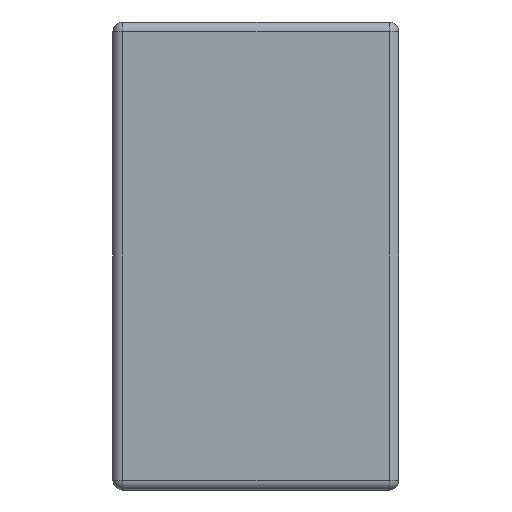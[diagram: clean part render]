
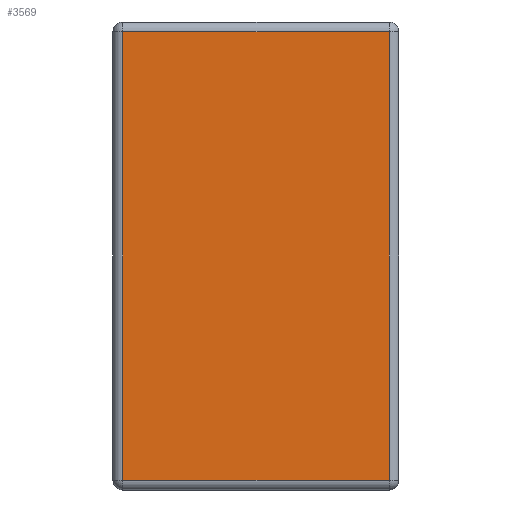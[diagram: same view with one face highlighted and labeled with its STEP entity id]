
A CAD part, left-side view. The second image highlights one B-rep face of the part: STEP entity #3569.
In plain terms, the highlighted planar face has unit normal (-1, 0, 0).
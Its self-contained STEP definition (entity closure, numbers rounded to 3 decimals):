
#147 = CARTESIAN_POINT ( 'NONE',  ( 0., 0.037, 0. ) ) ;
#387 = CARTESIAN_POINT ( 'NONE',  ( 0., 1.063, -1.763 ) ) ;
#390 = VECTOR ( 'NONE', #2321, 1000. ) ;
#458 = EDGE_CURVE ( 'NONE', #3655, #4293, #3289, .T. ) ;
#470 = CARTESIAN_POINT ( 'NONE',  ( 0., 1.1, -0.037 ) ) ;
#491 = VERTEX_POINT ( 'NONE', #387 ) ;
#500 = ORIENTED_EDGE ( 'NONE', *, *, #458, .T. ) ;
#554 = ORIENTED_EDGE ( 'NONE', *, *, #1701, .T. ) ;
#617 = CARTESIAN_POINT ( 'NONE',  ( 0., 0.037, -1.763 ) ) ;
#860 = DIRECTION ( 'NONE',  ( 0., 0., -1. ) ) ;
#1048 = VECTOR ( 'NONE', #860, 1000. ) ;
#1182 = DIRECTION ( 'NONE',  ( 0., 1., 0. ) ) ;
#1233 = EDGE_CURVE ( 'NONE', #4293, #1501, #3194, .T. ) ;
#1360 = LINE ( 'NONE', #3320, #1048 ) ;
#1423 = LINE ( 'NONE', #2672, #390 ) ;
#1483 = FACE_OUTER_BOUND ( 'NONE', #4532, .T. ) ;
#1501 = VERTEX_POINT ( 'NONE', #3088 ) ;
#1638 = DIRECTION ( 'NONE',  ( -1., 0., 0. ) ) ;
#1701 = EDGE_CURVE ( 'NONE', #491, #3655, #1423, .T. ) ;
#1778 = VECTOR ( 'NONE', #1182, 1000. ) ;
#1806 = CARTESIAN_POINT ( 'NONE',  ( 0., 0.037, -0.037 ) ) ;
#2018 = ORIENTED_EDGE ( 'NONE', *, *, #1233, .T. ) ;
#2304 = DIRECTION ( 'NONE',  ( 0., 0., 1. ) ) ;
#2321 = DIRECTION ( 'NONE',  ( 0., -1., 0. ) ) ;
#2634 = AXIS2_PLACEMENT_3D ( 'NONE', #4486, #1638, #4090 ) ;
#2672 = CARTESIAN_POINT ( 'NONE',  ( 0., 0., -1.763 ) ) ;
#3088 = CARTESIAN_POINT ( 'NONE',  ( 0., 1.063, -0.037 ) ) ;
#3194 = LINE ( 'NONE', #470, #1778 ) ;
#3289 = LINE ( 'NONE', #147, #3345 ) ;
#3320 = CARTESIAN_POINT ( 'NONE',  ( 0., 1.063, -1.8 ) ) ;
#3345 = VECTOR ( 'NONE', #2304, 1000. ) ;
#3553 = EDGE_CURVE ( 'NONE', #1501, #491, #1360, .T. ) ;
#3569 = ADVANCED_FACE ( 'NONE', ( #1483 ), #4128, .T. ) ;
#3655 = VERTEX_POINT ( 'NONE', #617 ) ;
#3769 = ORIENTED_EDGE ( 'NONE', *, *, #3553, .T. ) ;
#4090 = DIRECTION ( 'NONE',  ( 0., 0., 1. ) ) ;
#4128 = PLANE ( 'NONE',  #2634 ) ;
#4293 = VERTEX_POINT ( 'NONE', #1806 ) ;
#4486 = CARTESIAN_POINT ( 'NONE',  ( 0., 0., 0. ) ) ;
#4532 = EDGE_LOOP ( 'NONE', ( #554, #500, #2018, #3769 ) ) ;
